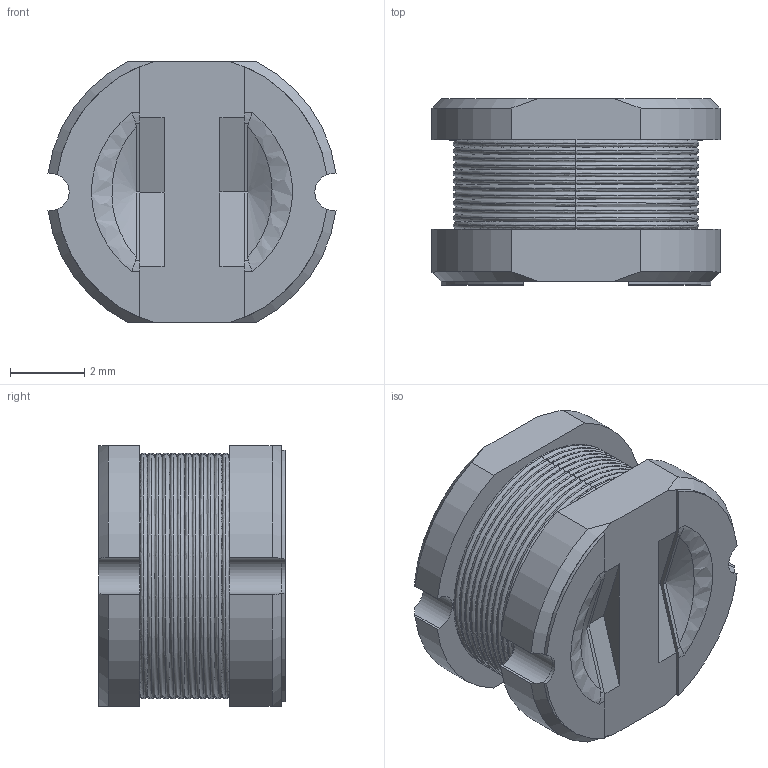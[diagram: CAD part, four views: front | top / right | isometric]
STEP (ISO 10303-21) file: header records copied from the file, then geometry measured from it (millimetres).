
FILE_DESCRIPTION (( 'STEP AP214' ), '1' );
FILE_NAME ('RLS-686-R.STEP', '2025-08-14T10:50:28', ( '' ), ( '' ), 'SwSTEP 2.0', 'SolidWorks 2023', '' );
FILE_SCHEMA (( 'AUTOMOTIVE_DESIGN' ));
Length unit declared in the file: millimetre
Products named in the file (1): RLS-686-R
Bounding box: 7.74 x 5 x 7 mm (x, y, z)
Surface area: 427.5 mm2 (no closed solid volume)
Topology: 0 solids, 25 shells, 144 faces, 380 edges, 240 vertices
Faces by surface type: bspline 76, plane 36, cylinder 24, cone 8
Entity records: 6594 total; most frequent: CARTESIAN_POINT 2196, DIRECTION 700, ORIENTED_EDGE 668, EDGE_CURVE 374, AXIS2_PLACEMENT_3D 297, VERTEX_POINT 240, CIRCLE 228, EDGE_LOOP 148
